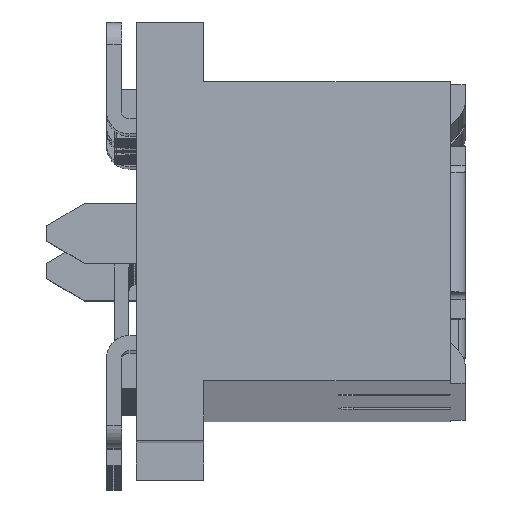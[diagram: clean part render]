
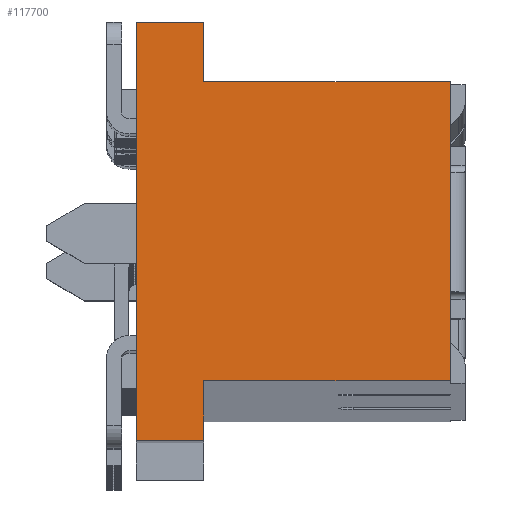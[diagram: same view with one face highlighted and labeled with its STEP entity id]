
A CAD part, left-side view. The second image highlights one B-rep face of the part: STEP entity #117700.
In plain terms, the highlighted face is planar.
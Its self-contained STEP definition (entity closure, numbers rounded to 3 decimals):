
#10850=CARTESIAN_POINT('',(13.844,39.445,4.5));
#10860=VERTEX_POINT('',#10850);
#10890=CARTESIAN_POINT('',(13.844,39.445,3.97))
;
#10900=DIRECTION('',(0.,0.,1.));
#10910=VECTOR('',#10900,1.);
#10920=LINE('',#10890,#10910);
#10930=CARTESIAN_POINT('',(13.844,39.445,-1.1));
#10940=VERTEX_POINT('',#10930);
#10950=EDGE_CURVE('',#10940,#10860,#10920,.T.);
#62910=CARTESIAN_POINT('',(13.844,38.545,-0.3
));
#62920=VERTEX_POINT('',#62910);
#62950=CARTESIAN_POINT('',(13.844,39.984,
-0.3));
#62960=DIRECTION('',(0.,1.,0.));
#62970=VECTOR('',#62960,1.);
#62980=LINE('',#62950,#62970);
#62990=CARTESIAN_POINT('',(13.844,35.245,-0.3
));
#63000=VERTEX_POINT('',#62990);
#63010=EDGE_CURVE('',#63000,#62920,#62980,.T.);
#67300=CARTESIAN_POINT('',(13.844,35.245,0.));
#67310=DIRECTION('',(0.,0.,1.));
#67320=VECTOR('',#67310,1.);
#67330=LINE('',#67300,#67320);
#67340=CARTESIAN_POINT('',(13.844,35.245,3.7));
#67350=VERTEX_POINT('',#67340);
#67360=EDGE_CURVE('',#63000,#67350,#67330,.T.);
#74050=CARTESIAN_POINT('',(13.844,0.,3.7));
#74060=DIRECTION('',(0.,-1.,0.));
#74070=VECTOR('',#74060,1.);
#74080=LINE('',#74050,#74070);
#74090=CARTESIAN_POINT('',(13.844,38.545,3.7));
#74100=VERTEX_POINT('',#74090);
#74110=EDGE_CURVE('',#74100,#67350,#74080,.T.);
#116940=CARTESIAN_POINT('',(13.844,38.545,-1.1));
#116950=VERTEX_POINT('',#116940);
#116980=CARTESIAN_POINT('',(13.844,38.545,3.97)
);
#116990=DIRECTION('',(0.,0.,1.));
#117000=VECTOR('',#116990,1.);
#117010=LINE('',#116980,#117000);
#117020=EDGE_CURVE('',#116950,#62920,#117010,.T.);
#117280=CARTESIAN_POINT('',(13.844,38.545,3.97)
);
#117290=DIRECTION('',(0.,0.,1.));
#117300=VECTOR('',#117290,1.);
#117310=LINE('',#117280,#117300);
#117320=CARTESIAN_POINT('',(13.844,38.545,4.5));
#117330=VERTEX_POINT('',#117320);
#117340=EDGE_CURVE('',#74100,#117330,#117310,.T.);
#117450=CARTESIAN_POINT('',(13.844,39.445,3.7));
#117460=DIRECTION('',(-1.,0.,0.));
#117470=DIRECTION('',(0.,0.,-1.));
#117480=AXIS2_PLACEMENT_3D('',#117450,#117460,#117470);
#117490=PLANE('',#117480);
#117500=CARTESIAN_POINT('',(13.844,39.345,4.5));
#117510=DIRECTION('',(0.,-1.,0.));
#117520=VECTOR('',#117510,1.);
#117530=LINE('',#117500,#117520);
#117540=EDGE_CURVE('',#10860,#117330,#117530,.T.);
#117550=ORIENTED_EDGE('',*,*,#117540,.F.);
#117560=ORIENTED_EDGE('',*,*,#117340,.T.);
#117570=ORIENTED_EDGE('',*,*,#74110,.F.);
#117580=ORIENTED_EDGE('',*,*,#67360,.T.);
#117590=ORIENTED_EDGE('',*,*,#63010,.F.);
#117600=ORIENTED_EDGE('',*,*,#117020,.T.);
#117610=CARTESIAN_POINT('',(13.844,39.345,-1.1));
#117620=DIRECTION('',(0.,-1.,0.));
#117630=VECTOR('',#117620,1.);
#117640=LINE('',#117610,#117630);
#117650=EDGE_CURVE('',#10940,#116950,#117640,.T.);
#117660=ORIENTED_EDGE('',*,*,#117650,.T.);
#117670=ORIENTED_EDGE('',*,*,#10950,.F.);
#117680=EDGE_LOOP('',(#117670,#117660,#117600,#117590,#117580,#117570,
#117560,#117550));
#117690=FACE_OUTER_BOUND('',#117680,.T.);
#117700=ADVANCED_FACE('',(#117690),#117490,.T.);
